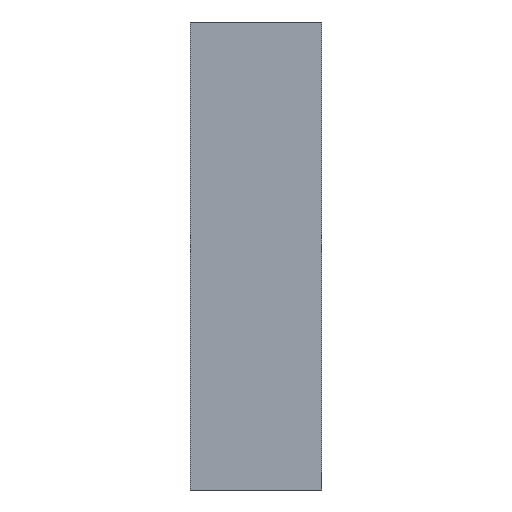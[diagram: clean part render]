
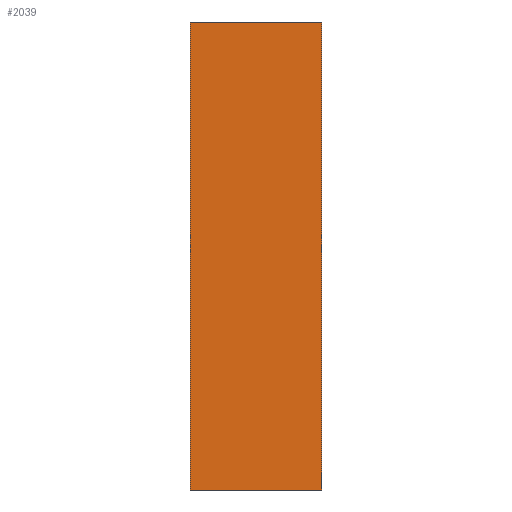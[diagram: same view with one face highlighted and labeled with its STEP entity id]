
A CAD part, left-side view. The second image highlights one B-rep face of the part: STEP entity #2039.
In plain terms, the highlighted planar face has unit normal (-1, 0, 0).
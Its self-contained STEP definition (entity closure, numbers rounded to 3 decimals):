
#31 = VECTOR ( 'NONE', #921, 1000. ) ;
#132 = CARTESIAN_POINT ( 'NONE',  ( -1.9, 0.45, 0.8 ) ) ;
#200 = FACE_OUTER_BOUND ( 'NONE', #1733, .T. ) ;
#205 = CARTESIAN_POINT ( 'NONE',  ( -1.9, 0.45, -0.8 ) ) ;
#241 = CARTESIAN_POINT ( 'NONE',  ( -1.9, -0.461, -0.8 ) ) ;
#262 = VERTEX_POINT ( 'NONE', #908 ) ;
#392 = VECTOR ( 'NONE', #2290, 1000. ) ;
#439 = DIRECTION ( 'NONE',  ( 0., 1., 0. ) ) ;
#447 = EDGE_CURVE ( 'NONE', #468, #739, #1970, .T. ) ;
#449 = CARTESIAN_POINT ( 'NONE',  ( -1.9, 0.45, -0.5 ) ) ;
#454 = CARTESIAN_POINT ( 'NONE',  ( -1.9, 0.45, -0.5 ) ) ;
#468 = VERTEX_POINT ( 'NONE', #1789 ) ;
#497 = AXIS2_PLACEMENT_3D ( 'NONE', #449, #2729, #2275 ) ;
#584 = LINE ( 'NONE', #1640, #2632 ) ;
#602 = EDGE_CURVE ( 'NONE', #262, #468, #584, .T. ) ;
#673 = ORIENTED_EDGE ( 'NONE', *, *, #1293, .F. ) ;
#739 = VERTEX_POINT ( 'NONE', #132 ) ;
#908 = CARTESIAN_POINT ( 'NONE',  ( -1.9, 0., -0.8 ) ) ;
#921 = DIRECTION ( 'NONE',  ( 0., 1., 0. ) ) ;
#1293 = EDGE_CURVE ( 'NONE', #262, #2968, #1853, .T. ) ;
#1346 = CARTESIAN_POINT ( 'NONE',  ( -1.9, -0.461, 0.8 ) ) ;
#1388 = DIRECTION ( 'NONE',  ( 0., 0., 1. ) ) ;
#1579 = VECTOR ( 'NONE', #439, 1000. ) ;
#1640 = CARTESIAN_POINT ( 'NONE',  ( -1.9, 0., -0.5 ) ) ;
#1733 = EDGE_LOOP ( 'NONE', ( #2503, #2720, #2976, #673 ) ) ;
#1789 = CARTESIAN_POINT ( 'NONE',  ( -1.9, 0., 0.8 ) ) ;
#1853 = LINE ( 'NONE', #241, #31 ) ;
#1863 = LINE ( 'NONE', #454, #392 ) ;
#1970 = LINE ( 'NONE', #1346, #1579 ) ;
#2039 = ADVANCED_FACE ( 'NONE', ( #200 ), #2252, .F. ) ;
#2252 = PLANE ( 'NONE',  #497 ) ;
#2275 = DIRECTION ( 'NONE',  ( 0., 0., -1. ) ) ;
#2290 = DIRECTION ( 'NONE',  ( 0., 0., 1. ) ) ;
#2503 = ORIENTED_EDGE ( 'NONE', *, *, #602, .T. ) ;
#2632 = VECTOR ( 'NONE', #1388, 1000. ) ;
#2720 = ORIENTED_EDGE ( 'NONE', *, *, #447, .T. ) ;
#2729 = DIRECTION ( 'NONE',  ( 1., 0., 0. ) ) ;
#2936 = EDGE_CURVE ( 'NONE', #2968, #739, #1863, .T. ) ;
#2968 = VERTEX_POINT ( 'NONE', #205 ) ;
#2976 = ORIENTED_EDGE ( 'NONE', *, *, #2936, .F. ) ;
